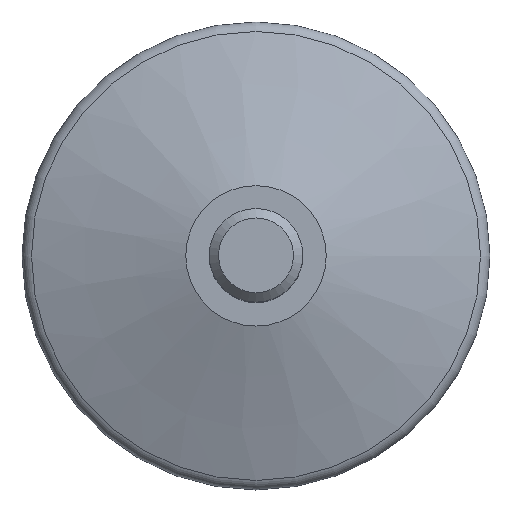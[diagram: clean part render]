
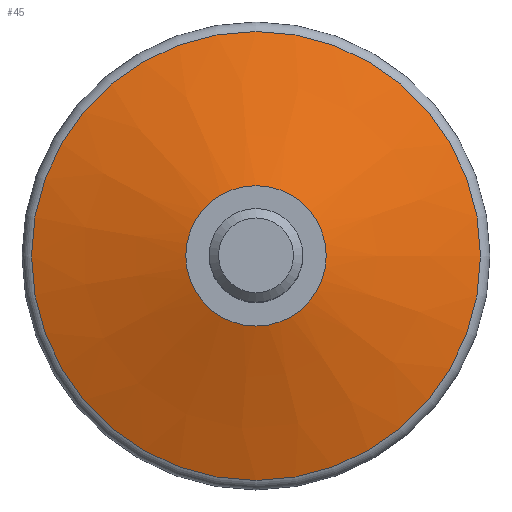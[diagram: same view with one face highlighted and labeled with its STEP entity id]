
A CAD part, top view. The second image highlights one B-rep face of the part: STEP entity #45.
In plain terms, the highlighted conical face has half-angle 71.075 degrees and reference radius 25 mm.
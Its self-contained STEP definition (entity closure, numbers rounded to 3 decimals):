
#45 = ADVANCED_FACE( '', ( #92, #93 ), #94, .T. );
#92 = FACE_OUTER_BOUND( '', #133, .T. );
#93 = FACE_BOUND( '', #134, .T. );
#94 = CONICAL_SURFACE( '', #135, 25., 1.24 );
#133 = EDGE_LOOP( '', ( #180 ) );
#134 = EDGE_LOOP( '', ( #181 ) );
#135 = AXIS2_PLACEMENT_3D( '', #182, #183, #184 );
#180 = ORIENTED_EDGE( '', *, *, #202, .T. );
#181 = ORIENTED_EDGE( '', *, *, #197, .F. );
#182 = CARTESIAN_POINT( '', ( 0., 0., 6. ) );
#183 = DIRECTION( '', ( 0., 0., -1. ) );
#184 = DIRECTION( '', ( -1., 0., 0. ) );
#197 = EDGE_CURVE( '', #215, #215, #216, .T. );
#202 = EDGE_CURVE( '', #223, #223, #224, .T. );
#215 = VERTEX_POINT( '', #240 );
#216 = CIRCLE( '', #241, 7.5 );
#223 = VERTEX_POINT( '', #248 );
#224 = CIRCLE( '', #249, 23.986 );
#240 = CARTESIAN_POINT( '', ( 7.5, 0., 12. ) );
#241 = AXIS2_PLACEMENT_3D( '', #265, #266, #267 );
#248 = CARTESIAN_POINT( '', ( 23.986, 0., 6.347 ) );
#249 = AXIS2_PLACEMENT_3D( '', #274, #275, #276 );
#265 = CARTESIAN_POINT( '', ( 0., 0., 12. ) );
#266 = DIRECTION( '', ( 0., 0., 1. ) );
#267 = DIRECTION( '', ( 1., 0., 0. ) );
#274 = CARTESIAN_POINT( '', ( 0., 0., 6.347 ) );
#275 = DIRECTION( '', ( 0., 0., 1. ) );
#276 = DIRECTION( '', ( 1., 0., 0. ) );
